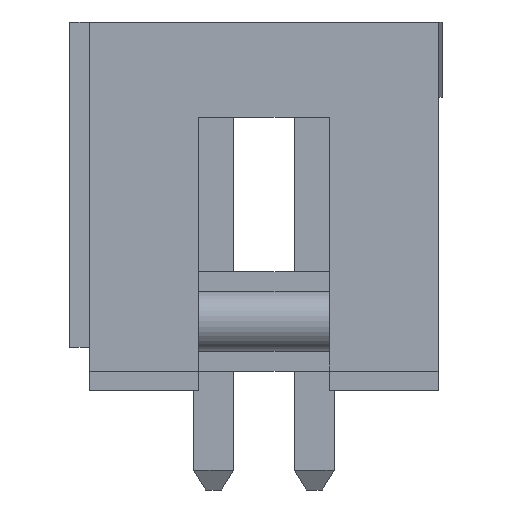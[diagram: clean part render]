
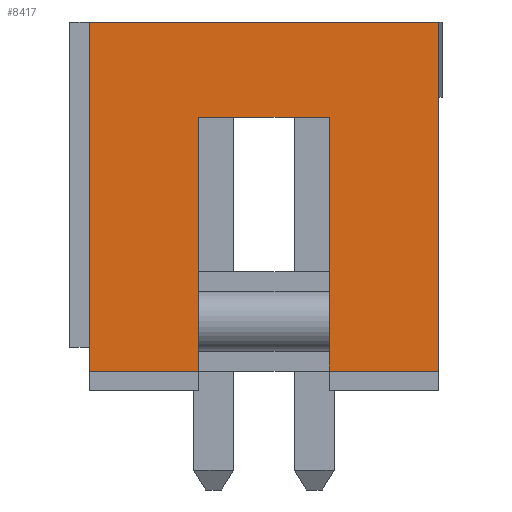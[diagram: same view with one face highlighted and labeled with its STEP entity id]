
A CAD part, left-side view. The second image highlights one B-rep face of the part: STEP entity #8417.
In plain terms, the highlighted planar face has unit normal (-1, 0, 0).
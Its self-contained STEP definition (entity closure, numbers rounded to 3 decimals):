
#8150 = VERTEX_POINT ( 'NONE', #32595 ) ;
#8152 = EDGE_CURVE ( 'NONE', #8166, #8150, #32594, .T. ) ;
#8166 = VERTEX_POINT ( 'NONE', #32579 ) ;
#8168 = EDGE_CURVE ( 'NONE', #8169, #8166, #32578, .T. ) ;
#8169 = VERTEX_POINT ( 'NONE', #32574 ) ;
#8214 = EDGE_CURVE ( 'NONE', #8219, #8169, #32699, .T. ) ;
#8219 = VERTEX_POINT ( 'NONE', #32691 ) ;
#8221 = EDGE_CURVE ( 'NONE', #8222, #8219, #32690, .T. ) ;
#8222 = VERTEX_POINT ( 'NONE', #32686 ) ;
#8280 = EDGE_CURVE ( 'NONE', #8150, #8301, #32786, .T. ) ;
#8301 = VERTEX_POINT ( 'NONE', #32804 ) ;
#8354 = VERTEX_POINT ( 'NONE', #32916 ) ;
#8400 = ORIENTED_EDGE ( 'NONE', *, *, #8401, .F. ) ;
#8401 = EDGE_CURVE ( 'NONE', #8354, #8426, #32919, .T. ) ;
#8402 = ORIENTED_EDGE ( 'NONE', *, *, #8435, .T. ) ;
#8417 = ADVANCED_FACE ( 'NONE', ( #32954 ), #32953, .T. ) ;
#8418 = EDGE_LOOP ( 'NONE', ( #8419, #8420, #8421, #8422, #8423, #8424, #8400, #8402 ) ) ;
#8419 = ORIENTED_EDGE ( 'NONE', *, *, #8221, .T. ) ;
#8420 = ORIENTED_EDGE ( 'NONE', *, *, #8214, .T. ) ;
#8421 = ORIENTED_EDGE ( 'NONE', *, *, #8168, .T. ) ;
#8422 = ORIENTED_EDGE ( 'NONE', *, *, #8152, .T. ) ;
#8423 = ORIENTED_EDGE ( 'NONE', *, *, #8280, .T. ) ;
#8424 = ORIENTED_EDGE ( 'NONE', *, *, #8425, .F. ) ;
#8425 = EDGE_CURVE ( 'NONE', #8426, #8301, #33010, .T. ) ;
#8426 = VERTEX_POINT ( 'NONE', #33006 ) ;
#8435 = EDGE_CURVE ( 'NONE', #8354, #8222, #32998, .T. ) ;
#32574 = CARTESIAN_POINT ( 'NONE',  ( -29.15, 2.75, 6.4 ) ) ;
#32575 = DIRECTION ( 'NONE',  ( 0., 0., -1. ) ) ;
#32576 = VECTOR ( 'NONE', #32575, 1000. ) ;
#32577 = CARTESIAN_POINT ( 'NONE',  ( -29.15, 2.75, 0. ) ) ;
#32578 = LINE ( 'NONE', #32577, #32576 ) ;
#32579 = CARTESIAN_POINT ( 'NONE',  ( -29.15, 2.75, 0. ) ) ;
#32591 = DIRECTION ( 'NONE',  ( 0., -1., 0. ) ) ;
#32592 = VECTOR ( 'NONE', #32591, 1000. ) ;
#32593 = CARTESIAN_POINT ( 'NONE',  ( -29.15, 0., 0. ) ) ;
#32594 = LINE ( 'NONE', #32593, #32592 ) ;
#32595 = CARTESIAN_POINT ( 'NONE',  ( -29.15, 0., 0. ) ) ;
#32686 = CARTESIAN_POINT ( 'NONE',  ( -29.15, 6.05, 0. ) ) ;
#32687 = DIRECTION ( 'NONE',  ( 0., 0., 1. ) ) ;
#32688 = VECTOR ( 'NONE', #32687, 1000. ) ;
#32689 = CARTESIAN_POINT ( 'NONE',  ( -29.15, 6.05, 0. ) ) ;
#32690 = LINE ( 'NONE', #32689, #32688 ) ;
#32691 = CARTESIAN_POINT ( 'NONE',  ( -29.15, 6.05, 6.4 ) ) ;
#32696 = DIRECTION ( 'NONE',  ( 0., -1., 0. ) ) ;
#32697 = VECTOR ( 'NONE', #32696, 1000. ) ;
#32698 = CARTESIAN_POINT ( 'NONE',  ( -29.15, 0., 6.4 ) ) ;
#32699 = LINE ( 'NONE', #32698, #32697 ) ;
#32783 = DIRECTION ( 'NONE',  ( 0., 0., 1. ) ) ;
#32784 = VECTOR ( 'NONE', #32783, 1000. ) ;
#32785 = CARTESIAN_POINT ( 'NONE',  ( -29.15, 0., 0. ) ) ;
#32786 = LINE ( 'NONE', #32785, #32784 ) ;
#32804 = CARTESIAN_POINT ( 'NONE',  ( -29.15, 0., 8.8 ) ) ;
#32916 = CARTESIAN_POINT ( 'NONE',  ( -29.15, 8.8, 0. ) ) ;
#32918 = CARTESIAN_POINT ( 'NONE',  ( -29.15, 8.8, 0. ) ) ;
#32919 = LINE ( 'NONE', #32918, #32980 ) ;
#32949 = DIRECTION ( 'NONE',  ( 0., 0., 1. ) ) ;
#32950 = DIRECTION ( 'NONE',  ( -1., 0., 0. ) ) ;
#32951 = CARTESIAN_POINT ( 'NONE',  ( -29.15, 0., 0. ) ) ;
#32952 = AXIS2_PLACEMENT_3D ( 'NONE', #32951, #32950, #32949 ) ;
#32953 = PLANE ( 'NONE',  #32952 ) ;
#32954 = FACE_OUTER_BOUND ( 'NONE', #8418, .T. ) ;
#32979 = DIRECTION ( 'NONE',  ( 0., 0., 1. ) ) ;
#32980 = VECTOR ( 'NONE', #32979, 1000. ) ;
#32992 = DIRECTION ( 'NONE',  ( 0., -1., 0. ) ) ;
#32993 = VECTOR ( 'NONE', #32992, 1000. ) ;
#32994 = CARTESIAN_POINT ( 'NONE',  ( -29.15, 0., 0. ) ) ;
#32998 = LINE ( 'NONE', #32994, #32993 ) ;
#33006 = CARTESIAN_POINT ( 'NONE',  ( -29.15, 8.8, 8.8 ) ) ;
#33007 = DIRECTION ( 'NONE',  ( 0., -1., 0. ) ) ;
#33008 = VECTOR ( 'NONE', #33007, 1000. ) ;
#33009 = CARTESIAN_POINT ( 'NONE',  ( -29.15, 4.4, 8.8 ) ) ;
#33010 = LINE ( 'NONE', #33009, #33008 ) ;
